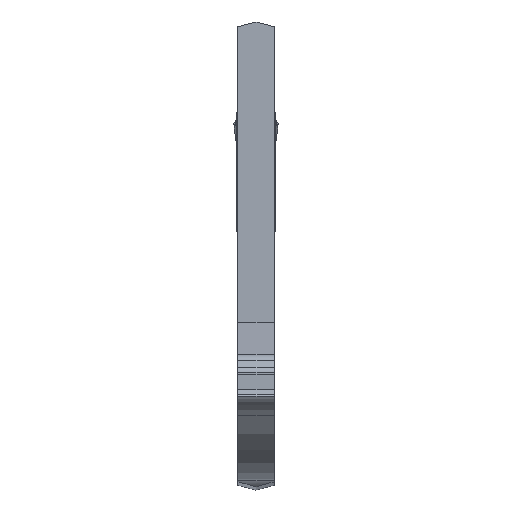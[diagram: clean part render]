
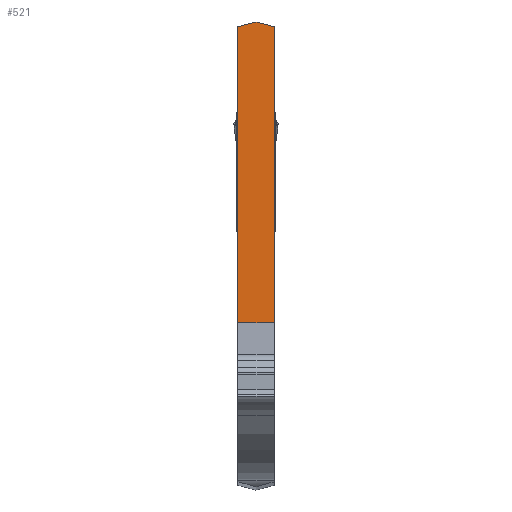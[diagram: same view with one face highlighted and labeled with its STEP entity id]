
A CAD part, top view. The second image highlights one B-rep face of the part: STEP entity #521.
In plain terms, the highlighted planar face has unit normal (0, 0, 1).
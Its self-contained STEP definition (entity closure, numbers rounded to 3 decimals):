
#521=ADVANCED_FACE('',(#682),#587,.T.);
#587=PLANE('',#2877);
#682=FACE_OUTER_BOUND('',#788,.T.);
#788=EDGE_LOOP('',(#1300,#1301,#1302,#1303,#1304));
#1300=ORIENTED_EDGE('',*,*,#1751,.F.);
#1301=ORIENTED_EDGE('',*,*,#1862,.F.);
#1302=ORIENTED_EDGE('',*,*,#1860,.T.);
#1303=ORIENTED_EDGE('',*,*,#1863,.F.);
#1304=ORIENTED_EDGE('',*,*,#1777,.T.);
#1504=VERTEX_POINT('',#4496);
#1506=VERTEX_POINT('',#4499);
#1530=VERTEX_POINT('',#4551);
#1593=VERTEX_POINT('',#4714);
#1594=VERTEX_POINT('',#4716);
#1751=EDGE_CURVE('',#1504,#1506,#2248,.T.);
#1777=EDGE_CURVE('',#1530,#1506,#2262,.T.);
#1860=EDGE_CURVE('',#1594,#1593,#2319,.T.);
#1862=EDGE_CURVE('',#1594,#1504,#2321,.T.);
#1863=EDGE_CURVE('',#1530,#1593,#2322,.T.);
#2248=LINE('',#4498,#2455);
#2262=LINE('',#4550,#2469);
#2319=LINE('',#4715,#2526);
#2321=LINE('',#4719,#2528);
#2322=LINE('',#4721,#2529);
#2455=VECTOR('',#3203,1.);
#2469=VECTOR('',#3245,1.);
#2526=VECTOR('',#3390,1.);
#2528=VECTOR('',#3394,1.);
#2529=VECTOR('',#3397,1.);
#2877=AXIS2_PLACEMENT_3D('',#4722,#3398,#3399);
#3203=DIRECTION('',(0.966,-0.259,0.));
#3245=DIRECTION('',(0.,1.,0.));
#3390=DIRECTION('',(0.,-1.,0.));
#3394=DIRECTION('',(0.966,0.259,0.));
#3397=DIRECTION('',(-1.,0.,0.));
#3398=DIRECTION('',(0.,0.,1.));
#3399=DIRECTION('',(0.,-1.,0.));
#4496=CARTESIAN_POINT('',(-1.225,31.67,0.));
#4498=CARTESIAN_POINT('',(-1.225,31.67,0.));
#4499=CARTESIAN_POINT('',(0.,31.342,0.));
#4550=CARTESIAN_POINT('',(0.,11.376,0.));
#4551=CARTESIAN_POINT('',(0.,11.376,0.));
#4714=CARTESIAN_POINT('',(-2.45,11.376,0.));
#4715=CARTESIAN_POINT('',(-2.45,31.342,0.));
#4716=CARTESIAN_POINT('',(-2.45,31.342,0.));
#4719=CARTESIAN_POINT('',(-2.45,31.342,0.));
#4721=CARTESIAN_POINT('',(0.,11.376,0.));
#4722=CARTESIAN_POINT('',(-1.225,21.523,0.));
